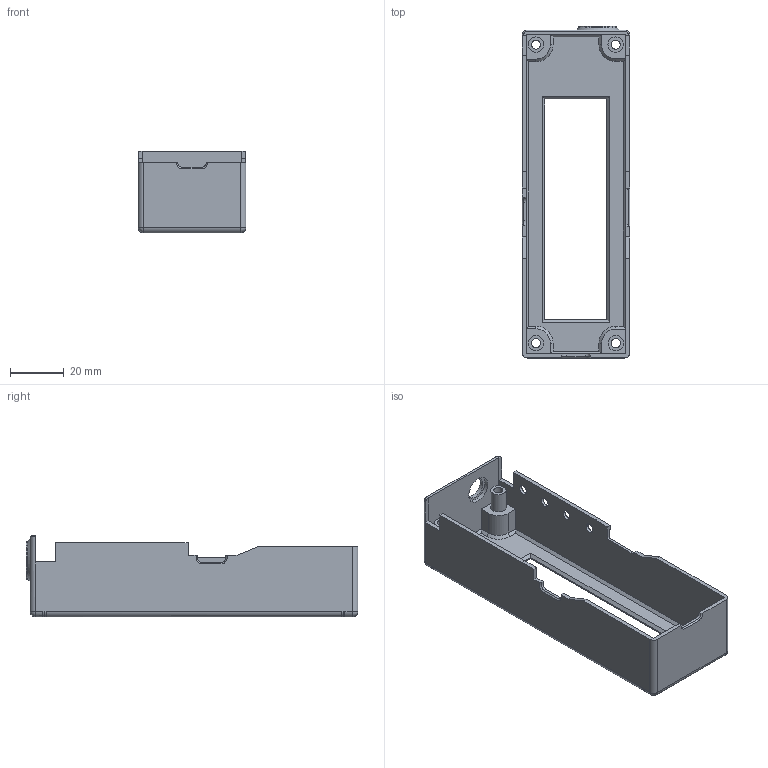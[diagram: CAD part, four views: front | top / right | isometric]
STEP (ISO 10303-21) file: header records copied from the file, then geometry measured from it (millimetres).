
FILE_DESCRIPTION(('FreeCAD Model'),'2;1');
FILE_NAME('Open CASCADE Shape Model','2023-07-03T18:12:49',('Author'),( ''),'Open CASCADE STEP processor 7.6','FreeCAD','Unknown');
FILE_SCHEMA(('AUTOMOTIVE_DESIGN { 1 0 10303 214 1 1 1 1 }'));
Length unit declared in the file: millimetre
Products named in the file (1): Split_i0
Bounding box: 40 x 123 x 30.29 mm (x, y, z)
Volume: 18179.2 mm3; surface area: 23354.9 mm2
Topology: 1 solids, 1 shells, 189 faces, 485 edges, 300 vertices
Faces by surface type: plane 117, cylinder 40, cone 20, bspline 8, sphere 4
Full cylindrical faces by diameter (mm): 3.4 x4, 3.6 x4, 5.7 x4, 8 x1, 10 x1, 14 x1
Entity records: 11964 total; most frequent: CARTESIAN_POINT 2718, DIRECTION 1589, LINE 994, VECTOR 994, ORIENTED_EDGE 962, PCURVE 962, DEFINITIONAL_REPRESENTATION 962, EDGE_CURVE 481
